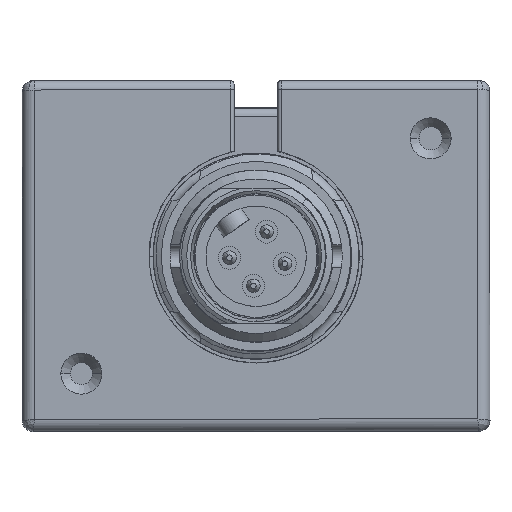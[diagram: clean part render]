
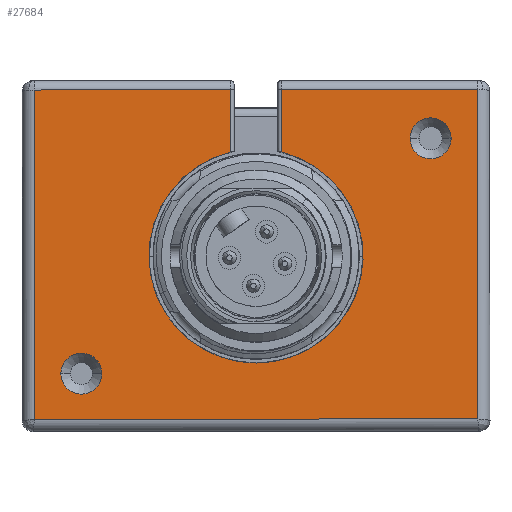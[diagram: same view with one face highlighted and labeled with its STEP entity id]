
A CAD part, front view. The second image highlights one B-rep face of the part: STEP entity #27684.
In plain terms, the highlighted planar face has unit normal (0, -1, 0).
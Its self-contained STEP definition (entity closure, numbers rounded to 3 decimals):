
#713=CARTESIAN_POINT('',(3.655,-13.179,15.15));
#745=CARTESIAN_POINT('',(-3.695,-13.179,15.145));
#1556=DIRECTION('',(1.,0.,0.001));
#1557=VECTOR('',#1556,28.525);
#1558=CARTESIAN_POINT('',(3.649,-13.179,24.177));
#1559=LINE('',#1558,#1557);
#1560=DIRECTION('',(0.001,0.,-1.));
#1561=VECTOR('',#1560,47.85);
#1562=CARTESIAN_POINT('',(32.174,-13.179,24.195));
#1563=LINE('',#1562,#1561);
#1564=DIRECTION('',(-1.,0.,-0.001));
#1565=VECTOR('',#1564,64.4);
#1566=CARTESIAN_POINT('',(32.204,-13.179,
-23.655));
#1567=LINE('',#1566,#1565);
#1568=DIRECTION('',(0.001,0.,-1.));
#1569=VECTOR('',#1568,47.85);
#1570=CARTESIAN_POINT('',(-32.226,-13.179,
24.154));
#1571=LINE('',#1570,#1569);
#1572=DIRECTION('',(1.,0.,0.001));
#1573=VECTOR('',#1572,28.525);
#1574=CARTESIAN_POINT('',(-32.226,-13.179,
24.154));
#1575=LINE('',#1574,#1573);
#1576=DIRECTION('',(-0.001,0.,1.));
#1577=VECTOR('',#1576,9.027);
#1578=CARTESIAN_POINT('',(-3.695,-13.179,
15.145));
#1579=LINE('',#1578,#1577);
#1580=CARTESIAN_POINT('',(-0.011,-13.179,
0.024));
#1581=DIRECTION('',(0.,1.,0.));
#1582=DIRECTION('',(0.236,0.,0.972));
#1583=AXIS2_PLACEMENT_3D('',#1580,#1581,#1582);
#1585=DIRECTION('',(0.001,0.,-1.));
#1586=VECTOR('',#1585,9.027);
#1587=CARTESIAN_POINT('',(3.649,-13.179,24.177));
#1588=LINE('',#1587,#1586);
#1589=CARTESIAN_POINT('',(25.378,-13.179,17.13));
#1590=DIRECTION('',(0.,1.,0.));
#1591=DIRECTION('',(-1.,0.,-0.001));
#1592=AXIS2_PLACEMENT_3D('',#1589,#1590,#1591);
#1594=CARTESIAN_POINT('',(25.378,-13.179,17.13));
#1595=DIRECTION('',(0.,1.,0.));
#1596=DIRECTION('',(1.,0.,0.001));
#1597=AXIS2_PLACEMENT_3D('',#1594,#1595,#1596);
#1599=CARTESIAN_POINT('',(-25.4,-13.179,-17.082));
#1600=DIRECTION('',(0.,1.,0.));
#1601=DIRECTION('',(-1.,0.,-0.001));
#1602=AXIS2_PLACEMENT_3D('',#1599,#1600,#1601);
#1604=CARTESIAN_POINT('',(-25.4,-13.179,-17.082));
#1605=DIRECTION('',(0.,1.,0.));
#1606=DIRECTION('',(1.,0.,0.001));
#1607=AXIS2_PLACEMENT_3D('',#1604,#1605,#1606);
#24545=CARTESIAN_POINT('',(32.204,-13.179,
-23.655));
#24546=CARTESIAN_POINT('',(-32.196,-13.179,
-23.696));
#24547=VERTEX_POINT('',#24545);
#24548=VERTEX_POINT('',#24546);
#24558=VERTEX_POINT('',#745);
#24563=VERTEX_POINT('',#713);
#24574=CARTESIAN_POINT('',(32.174,-13.179,
24.195));
#24575=VERTEX_POINT('',#24574);
#24578=CARTESIAN_POINT('',(3.649,-13.179,
24.177));
#24579=VERTEX_POINT('',#24578);
#24584=CARTESIAN_POINT('',(-32.226,-13.179,
24.154));
#24585=CARTESIAN_POINT('',(-3.701,-13.179,
24.172));
#24586=VERTEX_POINT('',#24584);
#24587=VERTEX_POINT('',#24585);
#25679=CARTESIAN_POINT('',(22.403,-13.179,
17.129));
#25680=CARTESIAN_POINT('',(28.354,-13.179,
17.132));
#25681=VERTEX_POINT('',#25679);
#25682=VERTEX_POINT('',#25680);
#25683=CARTESIAN_POINT('',(-28.375,-13.179,
-17.083));
#25684=CARTESIAN_POINT('',(-22.425,-13.179,
-17.08));
#25685=VERTEX_POINT('',#25683);
#25686=VERTEX_POINT('',#25684);
#27653=CARTESIAN_POINT('',(-33.995,-13.179,
-25.497));
#27654=DIRECTION('',(0.,-1.,0.));
#27655=DIRECTION('',(1.,0.,0.001));
#27656=AXIS2_PLACEMENT_3D('',#27653,#27654,#27655);
#27657=PLANE('',#27656);
#27659=ORIENTED_EDGE('',*,*,#27658,.T.);
#27660=ORIENTED_EDGE('',*,*,#26878,.T.);
#27661=ORIENTED_EDGE('',*,*,#27643,.T.);
#27663=ORIENTED_EDGE('',*,*,#27662,.F.);
#27665=ORIENTED_EDGE('',*,*,#27664,.T.);
#27667=ORIENTED_EDGE('',*,*,#27666,.F.);
#27668=ORIENTED_EDGE('',*,*,#26707,.F.);
#27669=ORIENTED_EDGE('',*,*,#26726,.F.);
#27670=EDGE_LOOP('',(#27659,#27660,#27661,#27663,#27665,#27667,#27668,#27669));
#27671=FACE_OUTER_BOUND('',#27670,.F.);
#27673=ORIENTED_EDGE('',*,*,#27672,.F.);
#27675=ORIENTED_EDGE('',*,*,#27674,.F.);
#27676=EDGE_LOOP('',(#27673,#27675));
#27677=FACE_BOUND('',#27676,.F.);
#27679=ORIENTED_EDGE('',*,*,#27678,.F.);
#27681=ORIENTED_EDGE('',*,*,#27680,.F.);
#27682=EDGE_LOOP('',(#27679,#27681));
#27683=FACE_BOUND('',#27682,.F.);
#27684=ADVANCED_FACE('',(#27671,#27677,#27683),#27657,.T.);
#1584=CIRCLE('',#1583,15.563);
#1593=CIRCLE('',#1592,2.975);
#1598=CIRCLE('',#1597,2.975);
#1603=CIRCLE('',#1602,2.975);
#1608=CIRCLE('',#1607,2.975);
#26707=EDGE_CURVE('',#24563,#24558,#1584,.T.);
#26726=EDGE_CURVE('',#24579,#24563,#1588,.T.);
#26878=EDGE_CURVE('',#24575,#24547,#1563,.T.);
#27643=EDGE_CURVE('',#24547,#24548,#1567,.T.);
#27658=EDGE_CURVE('',#24579,#24575,#1559,.T.);
#27662=EDGE_CURVE('',#24586,#24548,#1571,.T.);
#27664=EDGE_CURVE('',#24586,#24587,#1575,.T.);
#27666=EDGE_CURVE('',#24558,#24587,#1579,.T.);
#27672=EDGE_CURVE('',#25681,#25682,#1593,.T.);
#27674=EDGE_CURVE('',#25682,#25681,#1598,.T.);
#27678=EDGE_CURVE('',#25685,#25686,#1603,.T.);
#27680=EDGE_CURVE('',#25686,#25685,#1608,.T.);
